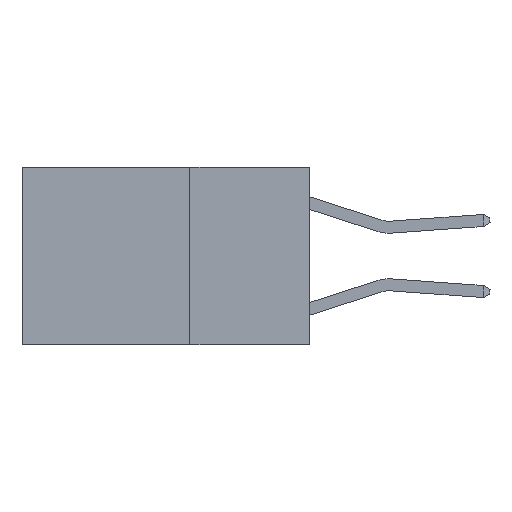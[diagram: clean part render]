
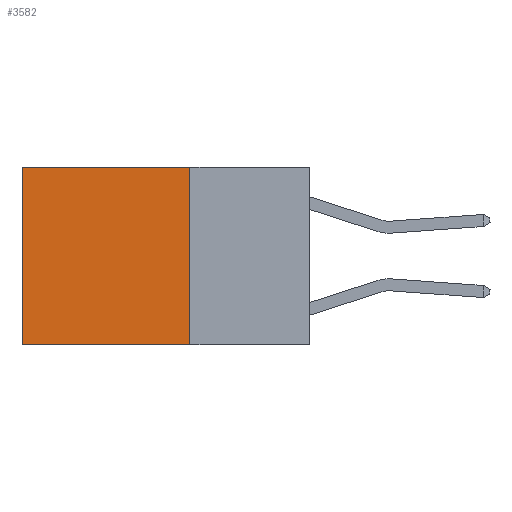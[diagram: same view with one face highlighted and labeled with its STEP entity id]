
A CAD part, left-side view. The second image highlights one B-rep face of the part: STEP entity #3582.
In plain terms, the highlighted planar face has unit normal (-1, 0, 0).
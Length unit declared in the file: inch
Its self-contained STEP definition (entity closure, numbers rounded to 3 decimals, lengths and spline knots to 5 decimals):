
#843 = LINE ( 'NONE', #1718, #7525 ) ;
#893 = CARTESIAN_POINT ( 'NONE',  ( 0.2625, 0.6, 0. ) ) ;
#1590 = ORIENTED_EDGE ( 'NONE', *, *, #7769, .F. ) ;
#1718 = CARTESIAN_POINT ( 'NONE',  ( 0.2625, 0.25, -0.37 ) ) ;
#1951 = VECTOR ( 'NONE', #6828, 39.37008 ) ;
#2205 = ORIENTED_EDGE ( 'NONE', *, *, #9508, .T. ) ;
#2564 = DIRECTION ( 'NONE',  ( 0., 1., 0. ) ) ;
#2658 = EDGE_LOOP ( 'NONE', ( #2205, #6699, #1590, #3826 ) ) ;
#2720 = FACE_OUTER_BOUND ( 'NONE', #2658, .T. ) ;
#2963 = EDGE_CURVE ( 'NONE', #4807, #8256, #11486, .T. ) ;
#3271 = VECTOR ( 'NONE', #5809, 39.37008 ) ;
#3542 = LINE ( 'NONE', #7341, #3271 ) ;
#3582 = ADVANCED_FACE ( 'NONE', ( #2720 ), #3631, .F. ) ;
#3631 = PLANE ( 'NONE',  #9994 ) ;
#3826 = ORIENTED_EDGE ( 'NONE', *, *, #2963, .T. ) ;
#4087 = CARTESIAN_POINT ( 'NONE',  ( 0.2625, 0.6, -0.37 ) ) ;
#4385 = VERTEX_POINT ( 'NONE', #6965 ) ;
#4807 = VERTEX_POINT ( 'NONE', #11354 ) ;
#5486 = EDGE_CURVE ( 'NONE', #4385, #10018, #843, .T. ) ;
#5624 = VECTOR ( 'NONE', #8179, 39.37008 ) ;
#5809 = DIRECTION ( 'NONE',  ( 0., 0., -1. ) ) ;
#6415 = CARTESIAN_POINT ( 'NONE',  ( 0.2625, 0.25, 0. ) ) ;
#6699 = ORIENTED_EDGE ( 'NONE', *, *, #5486, .F. ) ;
#6828 = DIRECTION ( 'NONE',  ( 0., 1., 0. ) ) ;
#6965 = CARTESIAN_POINT ( 'NONE',  ( 0.2625, 0.25, -0.37 ) ) ;
#7341 = CARTESIAN_POINT ( 'NONE',  ( 0.2625, 0.6, 0. ) ) ;
#7383 = DIRECTION ( 'NONE',  ( 1., 0., 0. ) ) ;
#7525 = VECTOR ( 'NONE', #2564, 39.37008 ) ;
#7769 = EDGE_CURVE ( 'NONE', #4807, #4385, #11967, .T. ) ;
#8179 = DIRECTION ( 'NONE',  ( 0., 0., -1. ) ) ;
#8256 = VERTEX_POINT ( 'NONE', #893 ) ;
#8409 = DIRECTION ( 'NONE',  ( 0., 0., -1. ) ) ;
#8518 = CARTESIAN_POINT ( 'NONE',  ( 0.2625, 0.25, 0. ) ) ;
#9508 = EDGE_CURVE ( 'NONE', #8256, #10018, #3542, .T. ) ;
#9640 = CARTESIAN_POINT ( 'NONE',  ( 0.2625, 0.25, 0. ) ) ;
#9994 = AXIS2_PLACEMENT_3D ( 'NONE', #8518, #7383, #8409 ) ;
#10018 = VERTEX_POINT ( 'NONE', #4087 ) ;
#11354 = CARTESIAN_POINT ( 'NONE',  ( 0.2625, 0.25, 0. ) ) ;
#11486 = LINE ( 'NONE', #9640, #1951 ) ;
#11967 = LINE ( 'NONE', #6415, #5624 ) ;
